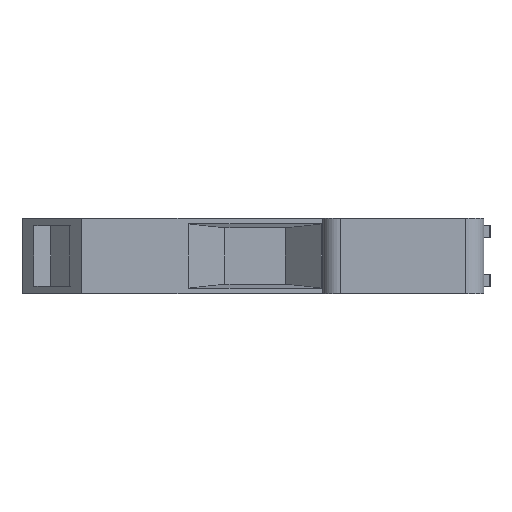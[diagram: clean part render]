
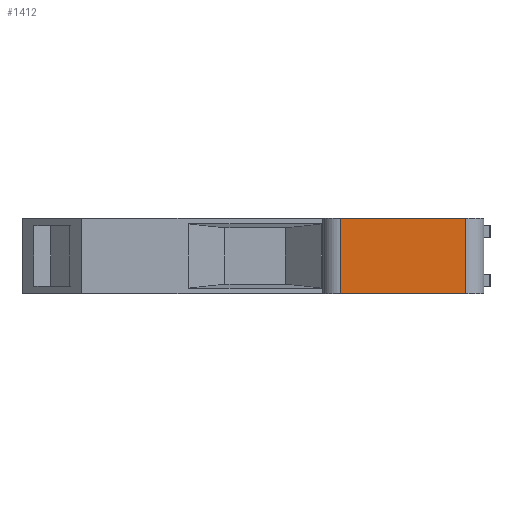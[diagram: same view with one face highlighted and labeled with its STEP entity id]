
A CAD part, left-side view. The second image highlights one B-rep face of the part: STEP entity #1412.
In plain terms, the highlighted planar face has unit normal (-1, 0, 0).
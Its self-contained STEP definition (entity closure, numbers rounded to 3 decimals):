
#23 = CARTESIAN_POINT ( 'NONE',  ( -28.55, -2.15, -3.15 ) ) ;
#27 = DIRECTION ( 'NONE',  ( 0., 0., 1. ) ) ;
#30 = CARTESIAN_POINT ( 'NONE',  ( -28.55, 9.75, 3.15 ) ) ;
#31 = DIRECTION ( 'NONE',  ( 0., -1., 0. ) ) ;
#37 = CARTESIAN_POINT ( 'NONE',  ( -28.55, 8.25, -3.15 ) ) ;
#38 = DIRECTION ( 'NONE',  ( 0., 0., -1. ) ) ;
#878 = VERTEX_POINT ( 'NONE', #2909 ) ;
#936 = VERTEX_POINT ( 'NONE', #2965 ) ;
#1061 = VERTEX_POINT ( 'NONE', #2994 ) ;
#1098 = VERTEX_POINT ( 'NONE', #3032 ) ;
#1412 = ADVANCED_FACE ( 'NONE', ( #4331 ), #3649, .T. ) ;
#1836 = EDGE_CURVE ( 'NONE', #878, #936, #4437, .T. ) ;
#1899 = EDGE_CURVE ( 'NONE', #936, #1098, #4552, .T. ) ;
#1901 = EDGE_CURVE ( 'NONE', #1061, #1098, #4563, .T. ) ;
#1904 = EDGE_CURVE ( 'NONE', #1061, #878, #4558, .T. ) ;
#2424 = EDGE_LOOP ( 'NONE', ( #2627, #2628, #2629, #2630 ) ) ;
#2627 = ORIENTED_EDGE ( 'NONE', *, *, #1836, .T. ) ;
#2628 = ORIENTED_EDGE ( 'NONE', *, *, #1899, .T. ) ;
#2629 = ORIENTED_EDGE ( 'NONE', *, *, #1901, .F. ) ;
#2630 = ORIENTED_EDGE ( 'NONE', *, *, #1904, .T. ) ;
#2909 = CARTESIAN_POINT ( 'NONE',  ( -28.55, 8.25, -3.15 ) ) ;
#2965 = CARTESIAN_POINT ( 'NONE',  ( -28.55, -2.15, -3.15 ) ) ;
#2994 = CARTESIAN_POINT ( 'NONE',  ( -28.55, 8.25, 3.15 ) ) ;
#3032 = CARTESIAN_POINT ( 'NONE',  ( -28.55, -2.15, 3.15 ) ) ;
#3644 = CARTESIAN_POINT ( 'NONE',  ( -28.55, 9.75, -3.15 ) ) ;
#3649 = PLANE ( 'NONE',  #4760 ) ;
#3654 = DIRECTION ( 'NONE',  ( -1., 0., 0. ) ) ;
#3655 = DIRECTION ( 'NONE',  ( 0., 0., 1. ) ) ;
#3967 = CARTESIAN_POINT ( 'NONE',  ( -28.55, 9.75, -3.15 ) ) ;
#3968 = DIRECTION ( 'NONE',  ( 0., -1., 0. ) ) ;
#4331 = FACE_OUTER_BOUND ( 'NONE', #2424, .T. ) ;
#4437 = LINE ( 'NONE', #3967, #4438 ) ;
#4438 = VECTOR ( 'NONE', #3968, 1000. ) ;
#4552 = LINE ( 'NONE', #23, #4559 ) ;
#4554 = VECTOR ( 'NONE', #38, 1000. ) ;
#4558 = LINE ( 'NONE', #37, #4554 ) ;
#4559 = VECTOR ( 'NONE', #27, 1000. ) ;
#4563 = LINE ( 'NONE', #30, #4564 ) ;
#4564 = VECTOR ( 'NONE', #31, 1000. ) ;
#4760 = AXIS2_PLACEMENT_3D ( 'NONE', #3644, #3654, #3655 ) ;
